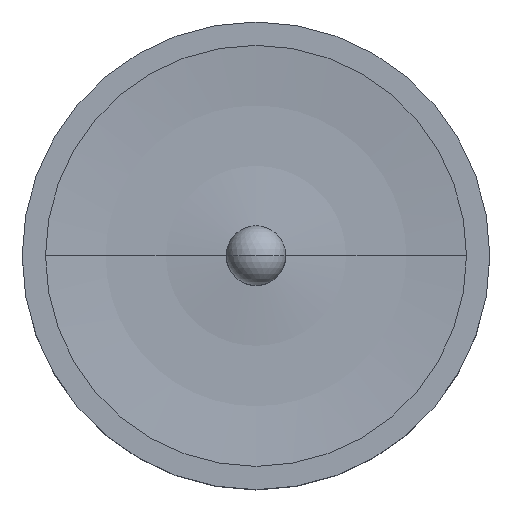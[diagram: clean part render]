
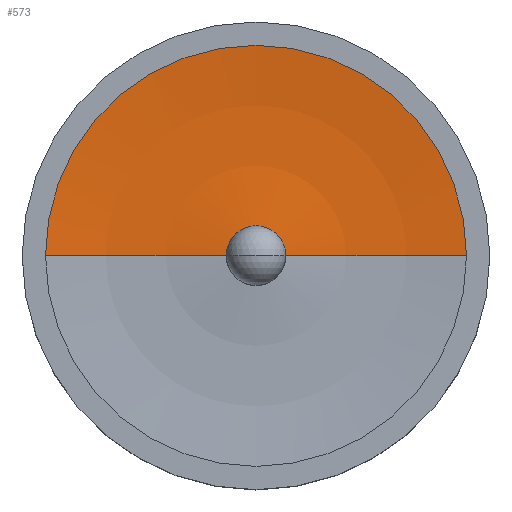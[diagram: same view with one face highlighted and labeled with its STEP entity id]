
A CAD part, top view. The second image highlights one B-rep face of the part: STEP entity #573.
In plain terms, the highlighted toroidal (fillet/blend) face has major radius 1.03 mm and minor radius 6.031 mm.
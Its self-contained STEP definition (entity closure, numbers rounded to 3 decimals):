
#7 = CARTESIAN_POINT ( 'NONE',  ( -1.03, 0., 4.281 ) ) ;
#11 = AXIS2_PLACEMENT_3D ( 'NONE', #535, #289, #78 ) ;
#14 = VERTEX_POINT ( 'NONE', #237 ) ;
#24 = TOROIDAL_SURFACE ( 'NONE', #11, 1.03, 6.031 ) ;
#31 = ORIENTED_EDGE ( 'NONE', *, *, #442, .T. ) ;
#42 = AXIS2_PLACEMENT_3D ( 'NONE', #545, #451, #492 ) ;
#57 = EDGE_CURVE ( 'NONE', #481, #520, #509, .T. ) ;
#58 = EDGE_LOOP ( 'NONE', ( #499, #240, #424, #31 ) ) ;
#78 = DIRECTION ( 'NONE',  ( 1., 0., 0. ) ) ;
#147 = CARTESIAN_POINT ( 'NONE',  ( 0., 0., -1.7 ) ) ;
#183 = DIRECTION ( 'NONE',  ( 0., 1., 0. ) ) ;
#203 = AXIS2_PLACEMENT_3D ( 'NONE', #147, #523, #321 ) ;
#223 = DIRECTION ( 'NONE',  ( 1., 0., 0. ) ) ;
#232 = DIRECTION ( 'NONE',  ( -1., 0., 0. ) ) ;
#237 = CARTESIAN_POINT ( 'NONE',  ( 1.805, 0., -1.7 ) ) ;
#240 = ORIENTED_EDGE ( 'NONE', *, *, #57, .F. ) ;
#259 = EDGE_CURVE ( 'NONE', #520, #531, #404, .T. ) ;
#260 = DIRECTION ( 'NONE',  ( 0., 0., 1. ) ) ;
#289 = DIRECTION ( 'NONE',  ( 0., 0., 1. ) ) ;
#311 = CARTESIAN_POINT ( 'NONE',  ( -0.255, 0., -1.7 ) ) ;
#321 = DIRECTION ( 'NONE',  ( 1., 0., 0. ) ) ;
#352 = CIRCLE ( 'NONE', #42, 6.031 ) ;
#404 = CIRCLE ( 'NONE', #540, 6.031 ) ;
#424 = ORIENTED_EDGE ( 'NONE', *, *, #498, .T. ) ;
#442 = EDGE_CURVE ( 'NONE', #14, #531, #581, .T. ) ;
#451 = DIRECTION ( 'NONE',  ( 0., -1., 0. ) ) ;
#481 = VERTEX_POINT ( 'NONE', #549 ) ;
#486 = AXIS2_PLACEMENT_3D ( 'NONE', #494, #260, #223 ) ;
#492 = DIRECTION ( 'NONE',  ( 0., 0., -1. ) ) ;
#494 = CARTESIAN_POINT ( 'NONE',  ( 0., 0., -1.7 ) ) ;
#498 = EDGE_CURVE ( 'NONE', #481, #14, #352, .T. ) ;
#499 = ORIENTED_EDGE ( 'NONE', *, *, #259, .F. ) ;
#509 = CIRCLE ( 'NONE', #203, 0.255 ) ;
#520 = VERTEX_POINT ( 'NONE', #311 ) ;
#523 = DIRECTION ( 'NONE',  ( 0., 0., 1. ) ) ;
#531 = VERTEX_POINT ( 'NONE', #585 ) ;
#535 = CARTESIAN_POINT ( 'NONE',  ( 0., 0., 4.281 ) ) ;
#540 = AXIS2_PLACEMENT_3D ( 'NONE', #7, #183, #232 ) ;
#545 = CARTESIAN_POINT ( 'NONE',  ( 1.03, 0., 4.281 ) ) ;
#549 = CARTESIAN_POINT ( 'NONE',  ( 0.255, 0., -1.7 ) ) ;
#573 = ADVANCED_FACE ( 'NONE', ( #579 ), #24, .F. ) ;
#579 = FACE_OUTER_BOUND ( 'NONE', #58, .T. ) ;
#581 = CIRCLE ( 'NONE', #486, 1.805 ) ;
#585 = CARTESIAN_POINT ( 'NONE',  ( -1.805, 0., -1.7 ) ) ;
